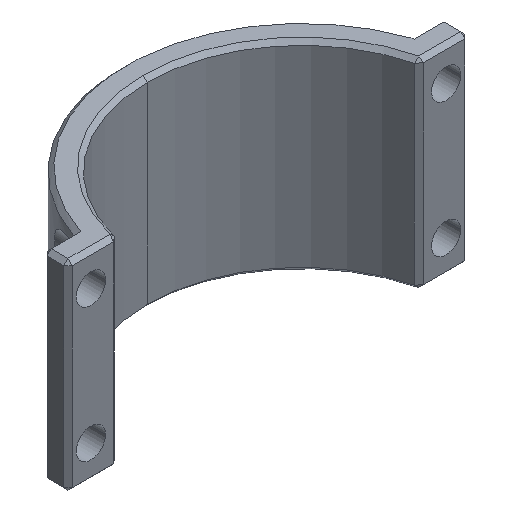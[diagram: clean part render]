
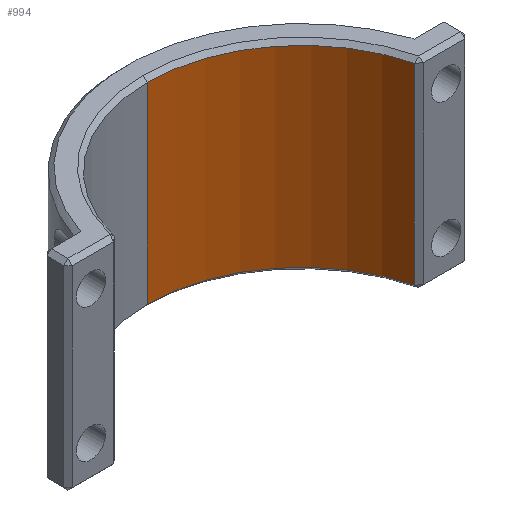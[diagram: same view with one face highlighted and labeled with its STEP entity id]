
A CAD part, isometric view. The second image highlights one B-rep face of the part: STEP entity #994.
In plain terms, the highlighted cylindrical face has radius 18.5 mm (diameter 37 mm), a partial arc.
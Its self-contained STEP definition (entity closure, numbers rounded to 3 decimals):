
#62 = DIRECTION ( 'NONE',  ( 0., 1., 0. ) ) ;
#169 = CARTESIAN_POINT ( 'NONE',  ( 17.948, 4.487, 23.5 ) ) ;
#171 = AXIS2_PLACEMENT_3D ( 'NONE', #492, #1570, #1288 ) ;
#182 = CYLINDRICAL_SURFACE ( 'NONE', #171, 18.5 ) ;
#220 = ORIENTED_EDGE ( 'NONE', *, *, #682, .F. ) ;
#262 = CIRCLE ( 'NONE', #629, 18.5 ) ;
#310 = CARTESIAN_POINT ( 'NONE',  ( 0., 0., 23.5 ) ) ;
#379 = EDGE_CURVE ( 'NONE', #906, #1531, #1915, .T. ) ;
#492 = CARTESIAN_POINT ( 'NONE',  ( 0., 0., 0. ) ) ;
#629 = AXIS2_PLACEMENT_3D ( 'NONE', #310, #1735, #1755 ) ;
#682 = EDGE_CURVE ( 'NONE', #1531, #914, #262, .T. ) ;
#736 = EDGE_CURVE ( 'NONE', #894, #906, #2000, .T. ) ;
#784 = DIRECTION ( 'NONE',  ( 0., 0., -1. ) ) ;
#794 = AXIS2_PLACEMENT_3D ( 'NONE', #1960, #1459, #62 ) ;
#825 = CARTESIAN_POINT ( 'NONE',  ( 0., 18.5, 0. ) ) ;
#873 = CARTESIAN_POINT ( 'NONE',  ( 0., 18.5, 23.5 ) ) ;
#894 = VERTEX_POINT ( 'NONE', #1279 ) ;
#906 = VERTEX_POINT ( 'NONE', #1753 ) ;
#914 = VERTEX_POINT ( 'NONE', #169 ) ;
#994 = ADVANCED_FACE ( 'NONE', ( #1263 ), #182, .F. ) ;
#1263 = FACE_OUTER_BOUND ( 'NONE', #1556, .T. ) ;
#1276 = DIRECTION ( 'NONE',  ( 0., 0., 1. ) ) ;
#1279 = CARTESIAN_POINT ( 'NONE',  ( 17.948, 4.487, 0.5 ) ) ;
#1288 = DIRECTION ( 'NONE',  ( 0., 1., 0. ) ) ;
#1338 = EDGE_CURVE ( 'NONE', #914, #894, #1883, .T. ) ;
#1459 = DIRECTION ( 'NONE',  ( 0., 0., 1. ) ) ;
#1478 = ORIENTED_EDGE ( 'NONE', *, *, #1338, .F. ) ;
#1531 = VERTEX_POINT ( 'NONE', #873 ) ;
#1547 = VECTOR ( 'NONE', #784, 1000. ) ;
#1556 = EDGE_LOOP ( 'NONE', ( #1690, #1663, #1478, #220 ) ) ;
#1570 = DIRECTION ( 'NONE',  ( 0., 0., 1. ) ) ;
#1631 = VECTOR ( 'NONE', #1276, 1000. ) ;
#1663 = ORIENTED_EDGE ( 'NONE', *, *, #736, .F. ) ;
#1690 = ORIENTED_EDGE ( 'NONE', *, *, #379, .F. ) ;
#1735 = DIRECTION ( 'NONE',  ( 0., 0., -1. ) ) ;
#1753 = CARTESIAN_POINT ( 'NONE',  ( 0., 18.5, 0.5 ) ) ;
#1755 = DIRECTION ( 'NONE',  ( 0., 1., 0. ) ) ;
#1874 = CARTESIAN_POINT ( 'NONE',  ( 17.948, 4.487, 0. ) ) ;
#1883 = LINE ( 'NONE', #1874, #1547 ) ;
#1915 = LINE ( 'NONE', #825, #1631 ) ;
#1960 = CARTESIAN_POINT ( 'NONE',  ( 0., 0., 0.5 ) ) ;
#2000 = CIRCLE ( 'NONE', #794, 18.5 ) ;
